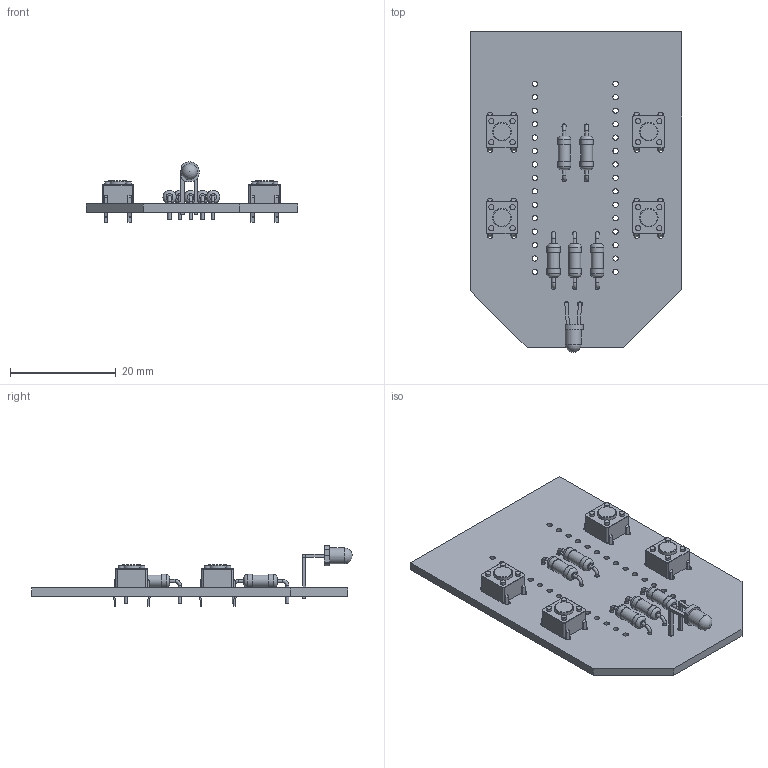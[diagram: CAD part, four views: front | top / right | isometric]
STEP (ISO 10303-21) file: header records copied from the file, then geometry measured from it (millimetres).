
FILE_DESCRIPTION(('KiCad electronic assembly'),'2;1');
FILE_NAME('RC-5 Remote Controler.step','2024-03-14T15:44:26',('Pcbnew'), ('Kicad'),'Open CASCADE STEP processor 7.7','KiCad to STEP converter', 'Unknown');
FILE_SCHEMA(('AUTOMOTIVE_DESIGN { 1 0 10303 214 1 1 1 1 }'));
Length unit declared in the file: millimetre
Products named in the file (8): RC-5 Remote Controler 1; SW_PUSH_6mm; R_Axial_DIN0207_L6.3mm_D2.5mm_P10.16mm_Horizontal; R_Axial_DIN0207_L63mm_D25mm_P1016mm_Horizontal; LED_D3.0mm_Horizontal_O3.81mm_Z6.0mm; _autosave-RC-5 Remote Controler_PCB
Assembly tree (14 placements, depth 3):
  RC-5 Remote Controler 1
    SW_PUSH_6mm  x4
      SW_PUSH_6mm
    R_Axial_DIN0207_L6.3mm_D2.5mm_P10.16mm_Horizontal  x5
      R_Axial_DIN0207_L63mm_D25mm_P1016mm_Horizontal
    LED_D3.0mm_Horizontal_O3.81mm_Z6.0mm
      LED_D3.0mm_Horizontal_O3.81mm_Z6.0mm
    _autosave-RC-5 Remote Controler_PCB
Bounding box: 40 x 60.61 x 11.39 mm (x, y, z)
Volume: 4280.1 mm3; surface area: 6340.2 mm2
Topology: 10 solids, 11 shells, 606 faces, 1517 edges, 972 vertices
Faces by surface type: plane 321, cylinder 260, torus 24, sphere 1
Full cylindrical faces by diameter (mm): 0.6 x20, 0.8 x10, 0.9 x2, 1 x46, 1.1 x16, 2.25 x5, 2.5 x10, 3 x1, 3.5 x4
Entity records: 8311 total; most frequent: DIRECTION 1274, CARTESIAN_POINT 1178, ORIENTED_EDGE 1146, EDGE_CURVE 573, AXIS2_PLACEMENT_3D 465, VERTEX_POINT 369, FACE_BOUND 350, EDGE_LOOP 350
